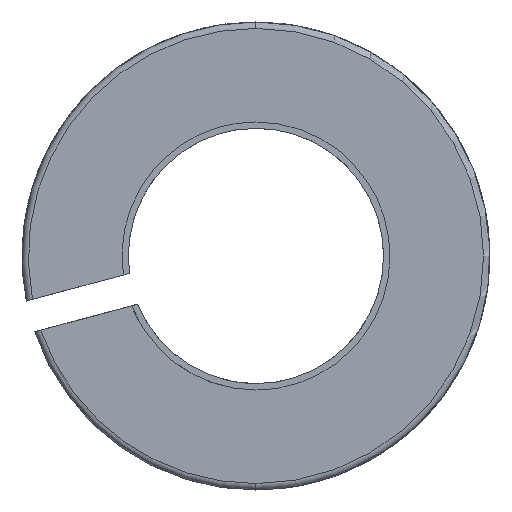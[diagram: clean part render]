
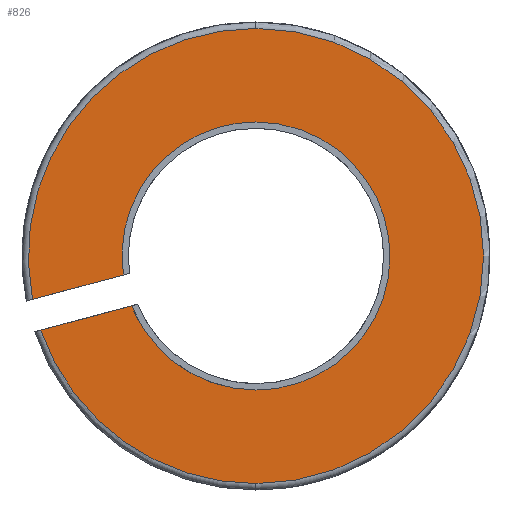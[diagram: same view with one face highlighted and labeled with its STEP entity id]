
A CAD part, left-side view. The second image highlights one B-rep face of the part: STEP entity #826.
In plain terms, the highlighted planar face has unit normal (-1, 0, 0).
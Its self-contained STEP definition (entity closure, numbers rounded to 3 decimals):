
#265=AXIS2_PLACEMENT_3D('Circle Axis2P3D',#263,#264,$) ;
#282=AXIS2_PLACEMENT_3D('Circle Axis2P3D',#280,#281,$) ;
#740=AXIS2_PLACEMENT_3D('Circle Axis2P3D',#738,#739,$) ;
#753=AXIS2_PLACEMENT_3D('Plane Axis2P3D',#750,#751,#752) ;
#253=CARTESIAN_POINT('Vertex',(0.,0.,-10.7)) ;
#260=CARTESIAN_POINT('Vertex',(0.,0.,10.7)) ;
#263=CARTESIAN_POINT('Axis2P3D Location',(0.,0.,0.)) ;
#280=CARTESIAN_POINT('Axis2P3D Location',(0.,0.,0.)) ;
#284=CARTESIAN_POINT('Vertex',(0.,10.116,-3.487)) ;
#327=CARTESIAN_POINT('Line Origine',(0.,7.982,-2.915)) ;
#331=CARTESIAN_POINT('Vertex',(0.,5.848,-2.343)) ;
#602=CARTESIAN_POINT('Vertex',(0.,6.236,-0.895)) ;
#605=CARTESIAN_POINT('Line Origine',(0.,8.37,-1.466)) ;
#609=CARTESIAN_POINT('Vertex',(0.,10.504,-2.038)) ;
#738=CARTESIAN_POINT('Axis2P3D Location',(0.,0.,0.)) ;
#750=CARTESIAN_POINT('Axis2P3D Location',(0.,0.,-5.5)) ;
#756=CARTESIAN_POINT('Control Point',(0.,6.236,-0.895)) ;
#757=CARTESIAN_POINT('Control Point',(0.,6.323,-0.286)) ;
#758=CARTESIAN_POINT('Control Point',(0.,6.337,0.333)) ;
#759=CARTESIAN_POINT('Control Point',(0.,6.274,0.951)) ;
#760=CARTESIAN_POINT('Control Point',(0.,5.998,2.159)) ;
#761=CARTESIAN_POINT('Control Point',(0.,5.441,3.265)) ;
#762=CARTESIAN_POINT('Control Point',(0.,5.096,3.781)) ;
#763=CARTESIAN_POINT('Control Point',(0.,4.286,4.719)) ;
#764=CARTESIAN_POINT('Control Point',(0.,3.275,5.435)) ;
#765=CARTESIAN_POINT('Control Point',(0.,2.728,5.729)) ;
#766=CARTESIAN_POINT('Control Point',(0.,1.856,6.068)) ;
#767=CARTESIAN_POINT('Control Point',(0.,0.941,6.241)) ;
#768=CARTESIAN_POINT('Control Point',(0.,0.629,6.28)) ;
#769=CARTESIAN_POINT('Control Point',(0.,0.314,6.3)) ;
#770=CARTESIAN_POINT('Control Point',(0.,0.,6.3)) ;
#771=CARTESIAN_POINT('Vertex',(0.,0.,6.3)) ;
#775=CARTESIAN_POINT('Control Point',(0.,0.,6.3)) ;
#776=CARTESIAN_POINT('Control Point',(0.,-0.615,6.3)) ;
#777=CARTESIAN_POINT('Control Point',(0.,-1.23,6.225)) ;
#778=CARTESIAN_POINT('Control Point',(0.,-1.832,6.075)) ;
#779=CARTESIAN_POINT('Control Point',(0.,-2.989,5.631)) ;
#780=CARTESIAN_POINT('Control Point',(0.,-4.005,4.922)) ;
#781=CARTESIAN_POINT('Control Point',(0.,-4.466,4.507)) ;
#782=CARTESIAN_POINT('Control Point',(0.,-5.28,3.573)) ;
#783=CARTESIAN_POINT('Control Point',(0.,-5.845,2.47)) ;
#784=CARTESIAN_POINT('Control Point',(0.,-6.058,1.887)) ;
#785=CARTESIAN_POINT('Control Point',(0.,-6.339,0.68)) ;
#786=CARTESIAN_POINT('Control Point',(0.,-6.321,-0.558)) ;
#787=CARTESIAN_POINT('Control Point',(0.,-6.236,-1.173)) ;
#788=CARTESIAN_POINT('Control Point',(0.,-5.918,-2.371)) ;
#789=CARTESIAN_POINT('Control Point',(0.,-5.321,-3.456)) ;
#790=CARTESIAN_POINT('Control Point',(0.,-4.958,-3.96)) ;
#791=CARTESIAN_POINT('Control Point',(0.,-4.116,-4.868)) ;
#792=CARTESIAN_POINT('Control Point',(0.,-3.08,-5.548)) ;
#793=CARTESIAN_POINT('Control Point',(0.,-2.523,-5.822)) ;
#794=CARTESIAN_POINT('Control Point',(0.,-1.682,-6.115)) ;
#795=CARTESIAN_POINT('Control Point',(0.,-0.808,-6.257)) ;
#796=CARTESIAN_POINT('Control Point',(0.,-0.538,-6.286)) ;
#797=CARTESIAN_POINT('Control Point',(0.,-0.269,-6.3)) ;
#798=CARTESIAN_POINT('Control Point',(0.,0.,-6.3)) ;
#799=CARTESIAN_POINT('Vertex',(0.,0.,-6.3)) ;
#803=CARTESIAN_POINT('Control Point',(0.,0.,-6.3)) ;
#804=CARTESIAN_POINT('Control Point',(0.,0.615,-6.3)) ;
#805=CARTESIAN_POINT('Control Point',(0.,1.23,-6.225)) ;
#806=CARTESIAN_POINT('Control Point',(0.,1.832,-6.075)) ;
#807=CARTESIAN_POINT('Control Point',(0.,2.989,-5.631)) ;
#808=CARTESIAN_POINT('Control Point',(0.,4.005,-4.922)) ;
#809=CARTESIAN_POINT('Control Point',(0.,4.466,-4.507)) ;
#810=CARTESIAN_POINT('Control Point',(0.,5.051,-3.835)) ;
#811=CARTESIAN_POINT('Control Point',(0.,5.507,-3.077)) ;
#812=CARTESIAN_POINT('Control Point',(0.,5.634,-2.838)) ;
#813=CARTESIAN_POINT('Control Point',(0.,5.748,-2.593)) ;
#814=CARTESIAN_POINT('Control Point',(0.,5.848,-2.343)) ;
#264=DIRECTION('Axis2P3D Direction',(-1.,0.,0.)) ;
#281=DIRECTION('Axis2P3D Direction',(-1.,0.,0.)) ;
#328=DIRECTION('Vector Direction',(0.,0.966,-0.259)) ;
#606=DIRECTION('Vector Direction',(0.,-0.966,0.259)) ;
#739=DIRECTION('Axis2P3D Direction',(-1.,0.,0.)) ;
#751=DIRECTION('Axis2P3D Direction',(-1.,0.,0.)) ;
#752=DIRECTION('Axis2P3D XDirection',(0.,1.,0.)) ;
#329=VECTOR('Line Direction',#328,1.) ;
#607=VECTOR('Line Direction',#606,1.) ;
#817=ORIENTED_EDGE('',*,*,#773,.T.) ;
#818=ORIENTED_EDGE('',*,*,#801,.T.) ;
#819=ORIENTED_EDGE('',*,*,#815,.T.) ;
#820=ORIENTED_EDGE('',*,*,#333,.T.) ;
#821=ORIENTED_EDGE('',*,*,#286,.T.) ;
#822=ORIENTED_EDGE('',*,*,#267,.T.) ;
#823=ORIENTED_EDGE('',*,*,#742,.T.) ;
#824=ORIENTED_EDGE('',*,*,#611,.T.) ;
#826=ADVANCED_FACE('',(#825),#754,.T.) ;
#755=B_SPLINE_CURVE_WITH_KNOTS('',5,(#756,#757,#758,#759,#760,#761,#762,#763,#764,#765,#766,#767,#768,#769,#770),.UNSPECIFIED.,.F.,.U.,(6,3,3,3,6),(0.,4.347,8.695,13.042,15.264),.UNSPECIFIED.) ;
#774=B_SPLINE_CURVE_WITH_KNOTS('',5,(#775,#776,#777,#778,#779,#780,#781,#782,#783,#784,#785,#786,#787,#788,#789,#790,#791,#792,#793,#794,#795,#796,#797,#798),.UNSPECIFIED.,.F.,.U.,(6,3,3,3,3,3,3,6),(0.,4.347,8.695,13.042,17.389,21.737,26.084,27.988),.UNSPECIFIED.) ;
#802=B_SPLINE_CURVE_WITH_KNOTS('',5,(#803,#804,#805,#806,#807,#808,#809,#810,#811,#812,#813,#814),.UNSPECIFIED.,.F.,.U.,(6,3,3,6),(0.,4.347,8.695,10.597),.UNSPECIFIED.) ;
#266=CIRCLE('generated circle',#265,10.7) ;
#283=CIRCLE('generated circle',#282,10.7) ;
#741=CIRCLE('generated circle',#740,10.7) ;
#267=EDGE_CURVE('',#254,#261,#266,.T.) ;
#286=EDGE_CURVE('',#285,#254,#283,.T.) ;
#333=EDGE_CURVE('',#332,#285,#330,.T.) ;
#611=EDGE_CURVE('',#610,#603,#608,.T.) ;
#742=EDGE_CURVE('',#261,#610,#741,.T.) ;
#773=EDGE_CURVE('',#603,#772,#755,.T.) ;
#801=EDGE_CURVE('',#772,#800,#774,.T.) ;
#815=EDGE_CURVE('',#800,#332,#802,.T.) ;
#816=EDGE_LOOP('',(#817,#818,#819,#820,#821,#822,#823,#824)) ;
#825=FACE_OUTER_BOUND('',#816,.T.) ;
#330=LINE('Line',#327,#329) ;
#608=LINE('Line',#605,#607) ;
#754=PLANE('Plane',#753) ;
#254=VERTEX_POINT('',#253) ;
#261=VERTEX_POINT('',#260) ;
#285=VERTEX_POINT('',#284) ;
#332=VERTEX_POINT('',#331) ;
#603=VERTEX_POINT('',#602) ;
#610=VERTEX_POINT('',#609) ;
#772=VERTEX_POINT('',#771) ;
#800=VERTEX_POINT('',#799) ;
